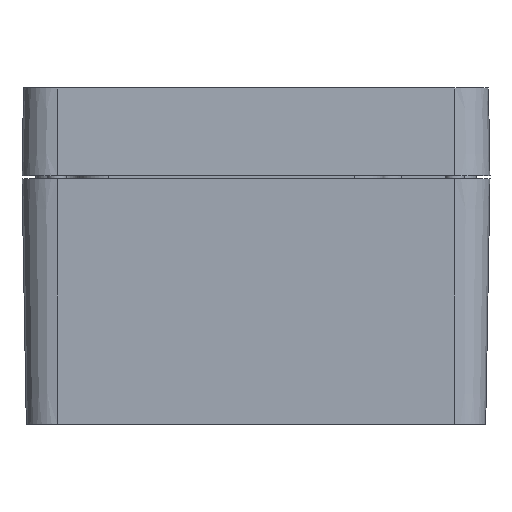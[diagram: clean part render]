
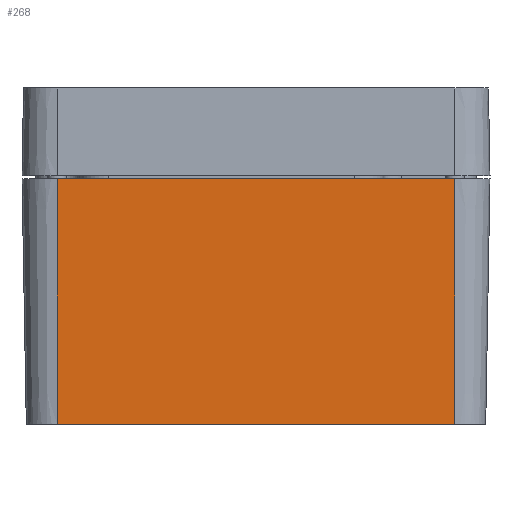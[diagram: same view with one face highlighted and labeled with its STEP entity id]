
A CAD part, left-side view. The second image highlights one B-rep face of the part: STEP entity #268.
In plain terms, the highlighted planar face has unit normal (-1, 0, -0.018).
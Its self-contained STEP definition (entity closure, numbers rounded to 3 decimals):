
#268 = ADVANCED_FACE( '', ( #576 ), #577, .T. );
#576 = FACE_OUTER_BOUND( '', #1243, .T. );
#577 = PLANE( '', #1244 );
#1243 = EDGE_LOOP( '', ( #2074, #2075, #2076, #2077 ) );
#1244 = AXIS2_PLACEMENT_3D( '', #2078, #2079, #2080 );
#2074 = ORIENTED_EDGE( '', *, *, #3940, .F. );
#2075 = ORIENTED_EDGE( '', *, *, #3884, .F. );
#2076 = ORIENTED_EDGE( '', *, *, #3919, .T. );
#2077 = ORIENTED_EDGE( '', *, *, #3942, .T. );
#2078 = CARTESIAN_POINT( '', ( -62.5, 74., 0. ) );
#2079 = DIRECTION( '', ( -1., 0., -0.017 ) );
#2080 = DIRECTION( '', ( -0.017, 0., 1. ) );
#3884 = EDGE_CURVE( '', #4516, #4514, #4518, .T. );
#3919 = EDGE_CURVE( '', #4516, #4577, #4579, .T. );
#3940 = EDGE_CURVE( '', #4514, #4619, #4620, .T. );
#3942 = EDGE_CURVE( '', #4577, #4619, #4622, .T. );
#4514 = VERTEX_POINT( '', #5576 );
#4516 = VERTEX_POINT( '', #5578 );
#4518 = LINE( '', #5580, #5581 );
#4577 = VERTEX_POINT( '', #5664 );
#4579 = LINE( '', #5666, #5667 );
#4619 = VERTEX_POINT( '', #5713 );
#4620 = LINE( '', #5714, #5715 );
#4622 = LINE( '', #5717, #5718 );
#5576 = CARTESIAN_POINT( '', ( -62.5, 74., 0. ) );
#5578 = CARTESIAN_POINT( '', ( -61.767, 74., -42. ) );
#5580 = CARTESIAN_POINT( '', ( -62.5, 74., 0. ) );
#5581 = VECTOR( '', #6828, 1000. );
#5664 = CARTESIAN_POINT( '', ( -61.767, 6., -42. ) );
#5666 = CARTESIAN_POINT( '', ( -61.767, 6., -42. ) );
#5667 = VECTOR( '', #6889, 1000. );
#5713 = CARTESIAN_POINT( '', ( -62.5, 6., 0. ) );
#5714 = CARTESIAN_POINT( '', ( -62.5, 74., 0. ) );
#5715 = VECTOR( '', #6938, 1000. );
#5717 = CARTESIAN_POINT( '', ( -62.5, 6., 0. ) );
#5718 = VECTOR( '', #6942, 1000. );
#6828 = DIRECTION( '', ( -0.017, 0., 1. ) );
#6889 = DIRECTION( '', ( 0., -1., 0. ) );
#6938 = DIRECTION( '', ( 0., -1., 0. ) );
#6942 = DIRECTION( '', ( -0.017, 0., 1. ) );
